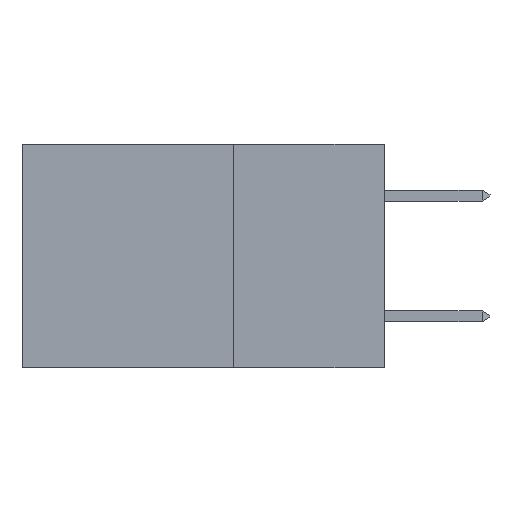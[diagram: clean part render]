
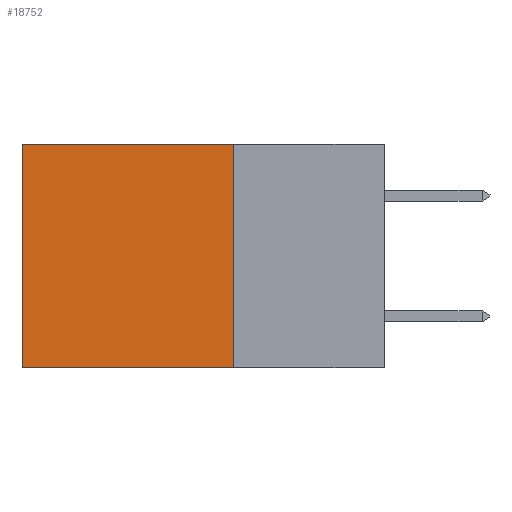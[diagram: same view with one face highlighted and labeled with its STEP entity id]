
A CAD part, left-side view. The second image highlights one B-rep face of the part: STEP entity #18752.
In plain terms, the highlighted planar face has unit normal (-1, 0, 0).
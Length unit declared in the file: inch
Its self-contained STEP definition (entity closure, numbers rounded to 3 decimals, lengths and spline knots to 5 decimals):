
#726 = PLANE ( 'NONE',  #6310 ) ;
#3142 = VECTOR ( 'NONE', #3507, 39.37008 ) ;
#3250 = EDGE_CURVE ( 'NONE', #14483, #13523, #18385, .T. ) ;
#3507 = DIRECTION ( 'NONE',  ( 0., 1., 0. ) ) ;
#3543 = VERTEX_POINT ( 'NONE', #21125 ) ;
#4161 = ORIENTED_EDGE ( 'NONE', *, *, #3250, .T. ) ;
#6310 = AXIS2_PLACEMENT_3D ( 'NONE', #9023, #14269, #21101 ) ;
#6683 = ORIENTED_EDGE ( 'NONE', *, *, #15819, .F. ) ;
#6690 = CARTESIAN_POINT ( 'NONE',  ( 0.2875, 0.6, 0. ) ) ;
#6768 = DIRECTION ( 'NONE',  ( 0., 0., -1. ) ) ;
#7221 = CARTESIAN_POINT ( 'NONE',  ( 0.2875, 0.6, 0. ) ) ;
#7584 = LINE ( 'NONE', #6690, #12110 ) ;
#8592 = CARTESIAN_POINT ( 'NONE',  ( 0.2875, 0.25, 0. ) ) ;
#9023 = CARTESIAN_POINT ( 'NONE',  ( 0.2875, 0.25, 0. ) ) ;
#10394 = EDGE_CURVE ( 'NONE', #13523, #11440, #7584, .T. ) ;
#11440 = VERTEX_POINT ( 'NONE', #12759 ) ;
#12110 = VECTOR ( 'NONE', #6768, 39.37008 ) ;
#12759 = CARTESIAN_POINT ( 'NONE',  ( 0.2875, 0.6, -0.37 ) ) ;
#13211 = LINE ( 'NONE', #8592, #19625 ) ;
#13269 = CARTESIAN_POINT ( 'NONE',  ( 0.2875, 0.25, 0. ) ) ;
#13523 = VERTEX_POINT ( 'NONE', #7221 ) ;
#13696 = ORIENTED_EDGE ( 'NONE', *, *, #16548, .F. ) ;
#13728 = CARTESIAN_POINT ( 'NONE',  ( 0.2875, 0.25, -0.37 ) ) ;
#14269 = DIRECTION ( 'NONE',  ( 1., 0., 0. ) ) ;
#14483 = VERTEX_POINT ( 'NONE', #21649 ) ;
#14651 = VECTOR ( 'NONE', #16625, 39.37008 ) ;
#15120 = FACE_OUTER_BOUND ( 'NONE', #19452, .T. ) ;
#15819 = EDGE_CURVE ( 'NONE', #3543, #11440, #17758, .T. ) ;
#16548 = EDGE_CURVE ( 'NONE', #14483, #3543, #13211, .T. ) ;
#16625 = DIRECTION ( 'NONE',  ( 0., 1., 0. ) ) ;
#17758 = LINE ( 'NONE', #13728, #3142 ) ;
#18385 = LINE ( 'NONE', #13269, #14651 ) ;
#18389 = ORIENTED_EDGE ( 'NONE', *, *, #10394, .T. ) ;
#18752 = ADVANCED_FACE ( 'NONE', ( #15120 ), #726, .F. ) ;
#19452 = EDGE_LOOP ( 'NONE', ( #18389, #6683, #13696, #4161 ) ) ;
#19625 = VECTOR ( 'NONE', #20529, 39.37008 ) ;
#20529 = DIRECTION ( 'NONE',  ( 0., 0., -1. ) ) ;
#21101 = DIRECTION ( 'NONE',  ( 0., 0., -1. ) ) ;
#21125 = CARTESIAN_POINT ( 'NONE',  ( 0.2875, 0.25, -0.37 ) ) ;
#21649 = CARTESIAN_POINT ( 'NONE',  ( 0.2875, 0.25, 0. ) ) ;
